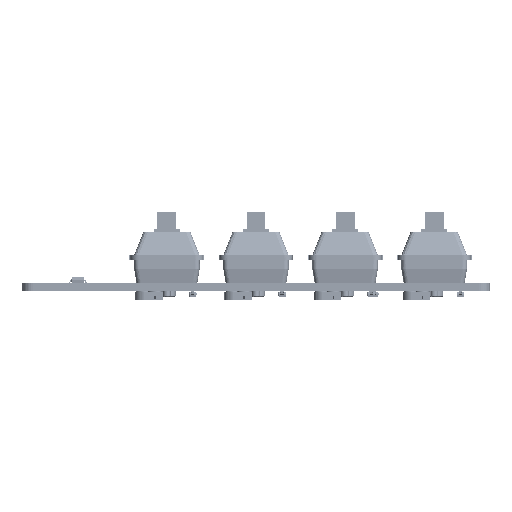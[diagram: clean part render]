
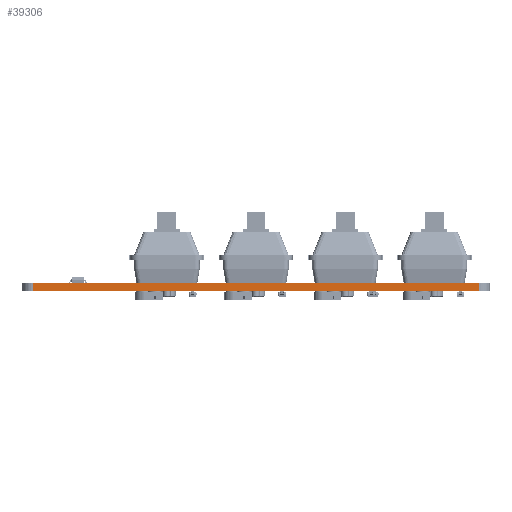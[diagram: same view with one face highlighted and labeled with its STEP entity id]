
A CAD part, left-side view. The second image highlights one B-rep face of the part: STEP entity #39306.
In plain terms, the highlighted planar face has unit normal (-1, 0, 0).
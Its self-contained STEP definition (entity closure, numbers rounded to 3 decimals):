
#22877 = PLANE('',#22878);
#22878 = AXIS2_PLACEMENT_3D('',#22879,#22880,#22881);
#22879 = CARTESIAN_POINT('',(150.803,-82.545,1.6));
#22880 = DIRECTION('',(0.,0.,1.));
#22881 = DIRECTION('',(1.,0.,-0.));
#22932 = PLANE('',#22933);
#22933 = AXIS2_PLACEMENT_3D('',#22934,#22935,#22936);
#22934 = CARTESIAN_POINT('',(150.803,-82.545,0.));
#22935 = DIRECTION('',(0.,0.,1.));
#22936 = DIRECTION('',(1.,0.,-0.));
#23041 = CYLINDRICAL_SURFACE('',#23042,2.381);
#23042 = AXIS2_PLACEMENT_3D('',#23043,#23044,#23045);
#23043 = CARTESIAN_POINT('',(36.51,-34.923,0.));
#23044 = DIRECTION('',(-0.,-0.,-1.));
#23045 = DIRECTION('',(1.,0.,-0.));
#23102 = VERTEX_POINT('',#23103);
#23103 = CARTESIAN_POINT('',(34.129,-34.923,0.));
#23125 = EDGE_CURVE('',#23126,#23102,#23128,.T.);
#23126 = VERTEX_POINT('',#23127);
#23127 = CARTESIAN_POINT('',(34.129,-130.167,0.));
#23128 = SURFACE_CURVE('',#23129,(#23133,#23140),.PCURVE_S1.);
#23129 = LINE('',#23130,#23131);
#23130 = CARTESIAN_POINT('',(34.129,-130.167,0.));
#23131 = VECTOR('',#23132,1.);
#23132 = DIRECTION('',(0.,1.,0.));
#23133 = PCURVE('',#22932,#23134);
#23134 = DEFINITIONAL_REPRESENTATION('',(#23135),#23139);
#23135 = LINE('',#23136,#23137);
#23136 = CARTESIAN_POINT('',(-116.674,-47.622));
#23137 = VECTOR('',#23138,1.);
#23138 = DIRECTION('',(0.,1.));
#23139 = ( GEOMETRIC_REPRESENTATION_CONTEXT(2) 
PARAMETRIC_REPRESENTATION_CONTEXT() REPRESENTATION_CONTEXT('2D SPACE',''
  ) );
#23140 = PCURVE('',#23141,#23146);
#23141 = PLANE('',#23142);
#23142 = AXIS2_PLACEMENT_3D('',#23143,#23144,#23145);
#23143 = CARTESIAN_POINT('',(34.129,-130.167,0.));
#23144 = DIRECTION('',(-1.,0.,0.));
#23145 = DIRECTION('',(0.,1.,0.));
#23146 = DEFINITIONAL_REPRESENTATION('',(#23147),#23151);
#23147 = LINE('',#23148,#23149);
#23148 = CARTESIAN_POINT('',(0.,0.));
#23149 = VECTOR('',#23150,1.);
#23150 = DIRECTION('',(1.,0.));
#23151 = ( GEOMETRIC_REPRESENTATION_CONTEXT(2) 
PARAMETRIC_REPRESENTATION_CONTEXT() REPRESENTATION_CONTEXT('2D SPACE',''
  ) );
#23170 = CYLINDRICAL_SURFACE('',#23171,2.381);
#23171 = AXIS2_PLACEMENT_3D('',#23172,#23173,#23174);
#23172 = CARTESIAN_POINT('',(36.51,-130.167,0.));
#23173 = DIRECTION('',(-0.,-0.,-1.));
#23174 = DIRECTION('',(1.,0.,-0.));
#31872 = VERTEX_POINT('',#31873);
#31873 = CARTESIAN_POINT('',(34.129,-34.923,1.6));
#31895 = EDGE_CURVE('',#31896,#31872,#31898,.T.);
#31896 = VERTEX_POINT('',#31897);
#31897 = CARTESIAN_POINT('',(34.129,-130.167,1.6));
#31898 = SURFACE_CURVE('',#31899,(#31903,#31910),.PCURVE_S1.);
#31899 = LINE('',#31900,#31901);
#31900 = CARTESIAN_POINT('',(34.129,-130.167,1.6));
#31901 = VECTOR('',#31902,1.);
#31902 = DIRECTION('',(0.,1.,0.));
#31903 = PCURVE('',#22877,#31904);
#31904 = DEFINITIONAL_REPRESENTATION('',(#31905),#31909);
#31905 = LINE('',#31906,#31907);
#31906 = CARTESIAN_POINT('',(-116.674,-47.622));
#31907 = VECTOR('',#31908,1.);
#31908 = DIRECTION('',(0.,1.));
#31909 = ( GEOMETRIC_REPRESENTATION_CONTEXT(2) 
PARAMETRIC_REPRESENTATION_CONTEXT() REPRESENTATION_CONTEXT('2D SPACE',''
  ) );
#31910 = PCURVE('',#23141,#31911);
#31911 = DEFINITIONAL_REPRESENTATION('',(#31912),#31916);
#31912 = LINE('',#31913,#31914);
#31913 = CARTESIAN_POINT('',(0.,-1.6));
#31914 = VECTOR('',#31915,1.);
#31915 = DIRECTION('',(1.,0.));
#31916 = ( GEOMETRIC_REPRESENTATION_CONTEXT(2) 
PARAMETRIC_REPRESENTATION_CONTEXT() REPRESENTATION_CONTEXT('2D SPACE',''
  ) );
#39258 = EDGE_CURVE('',#23102,#31872,#39259,.T.);
#39259 = SURFACE_CURVE('',#39260,(#39264,#39271),.PCURVE_S1.);
#39260 = LINE('',#39261,#39262);
#39261 = CARTESIAN_POINT('',(34.129,-34.923,0.));
#39262 = VECTOR('',#39263,1.);
#39263 = DIRECTION('',(0.,0.,1.));
#39264 = PCURVE('',#23041,#39265);
#39265 = DEFINITIONAL_REPRESENTATION('',(#39266),#39270);
#39266 = LINE('',#39267,#39268);
#39267 = CARTESIAN_POINT('',(-3.142,0.));
#39268 = VECTOR('',#39269,1.);
#39269 = DIRECTION('',(-0.,-1.));
#39270 = ( GEOMETRIC_REPRESENTATION_CONTEXT(2) 
PARAMETRIC_REPRESENTATION_CONTEXT() REPRESENTATION_CONTEXT('2D SPACE',''
  ) );
#39271 = PCURVE('',#23141,#39272);
#39272 = DEFINITIONAL_REPRESENTATION('',(#39273),#39277);
#39273 = LINE('',#39274,#39275);
#39274 = CARTESIAN_POINT('',(95.244,0.));
#39275 = VECTOR('',#39276,1.);
#39276 = DIRECTION('',(0.,-1.));
#39277 = ( GEOMETRIC_REPRESENTATION_CONTEXT(2) 
PARAMETRIC_REPRESENTATION_CONTEXT() REPRESENTATION_CONTEXT('2D SPACE',''
  ) );
#39306 = ADVANCED_FACE('',(#39307),#23141,.T.);
#39307 = FACE_BOUND('',#39308,.T.);
#39308 = EDGE_LOOP('',(#39309,#39330,#39331,#39332));
#39309 = ORIENTED_EDGE('',*,*,#39310,.T.);
#39310 = EDGE_CURVE('',#23126,#31896,#39311,.T.);
#39311 = SURFACE_CURVE('',#39312,(#39316,#39323),.PCURVE_S1.);
#39312 = LINE('',#39313,#39314);
#39313 = CARTESIAN_POINT('',(34.129,-130.167,0.));
#39314 = VECTOR('',#39315,1.);
#39315 = DIRECTION('',(0.,0.,1.));
#39316 = PCURVE('',#23141,#39317);
#39317 = DEFINITIONAL_REPRESENTATION('',(#39318),#39322);
#39318 = LINE('',#39319,#39320);
#39319 = CARTESIAN_POINT('',(0.,0.));
#39320 = VECTOR('',#39321,1.);
#39321 = DIRECTION('',(0.,-1.));
#39322 = ( GEOMETRIC_REPRESENTATION_CONTEXT(2) 
PARAMETRIC_REPRESENTATION_CONTEXT() REPRESENTATION_CONTEXT('2D SPACE',''
  ) );
#39323 = PCURVE('',#23170,#39324);
#39324 = DEFINITIONAL_REPRESENTATION('',(#39325),#39329);
#39325 = LINE('',#39326,#39327);
#39326 = CARTESIAN_POINT('',(-3.142,0.));
#39327 = VECTOR('',#39328,1.);
#39328 = DIRECTION('',(-0.,-1.));
#39329 = ( GEOMETRIC_REPRESENTATION_CONTEXT(2) 
PARAMETRIC_REPRESENTATION_CONTEXT() REPRESENTATION_CONTEXT('2D SPACE',''
  ) );
#39330 = ORIENTED_EDGE('',*,*,#31895,.T.);
#39331 = ORIENTED_EDGE('',*,*,#39258,.F.);
#39332 = ORIENTED_EDGE('',*,*,#23125,.F.);
